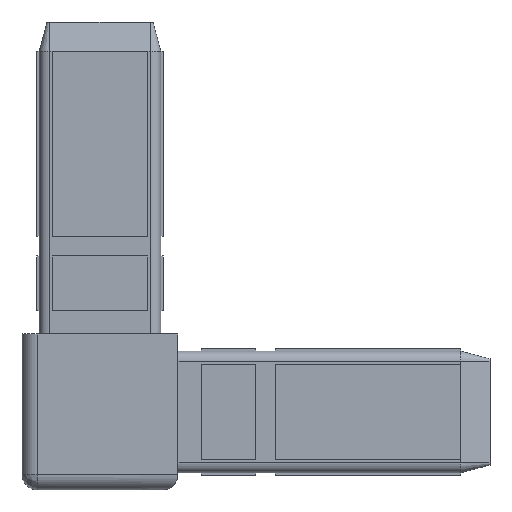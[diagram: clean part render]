
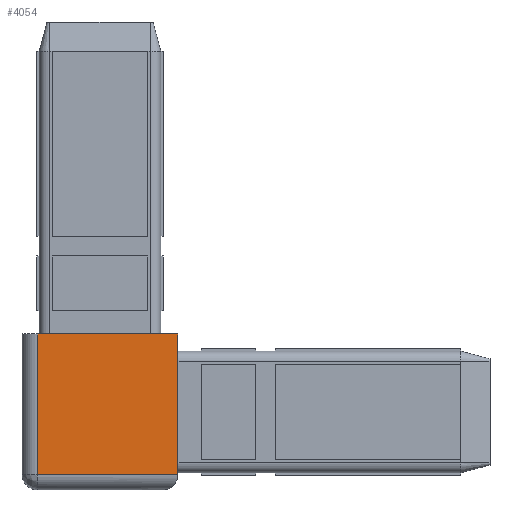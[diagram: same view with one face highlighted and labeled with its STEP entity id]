
A CAD part, front view. The second image highlights one B-rep face of the part: STEP entity #4054.
In plain terms, the highlighted planar face has unit normal (0, -1, 0).
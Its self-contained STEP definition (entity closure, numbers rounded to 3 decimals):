
#3679=CARTESIAN_POINT('',(1.956,-35.6,-8.0));
#3680=VERTEX_POINT('',#3679);
#3681=CARTESIAN_POINT('',(19.956,-35.6,-8.0));
#3682=VERTEX_POINT('',#3681);
#3683=CARTESIAN_POINT('',(1.956,-35.6,-8.0));
#3684=DIRECTION('',(1.0,0.0,0.0));
#3685=VECTOR('',#3684,18.0);
#3686=LINE('',#3683,#3685);
#3687=EDGE_CURVE('',#3680,#3682,#3686,.T.);
#3874=CARTESIAN_POINT('',(1.956,-35.6,10.0));
#3875=VERTEX_POINT('',#3874);
#3898=CARTESIAN_POINT('',(1.956,-35.6,-8.0));
#3899=DIRECTION('',(0.0,0.0,1.0));
#3900=VECTOR('',#3899,18.0);
#3901=LINE('',#3898,#3900);
#3902=EDGE_CURVE('',#3680,#3875,#3901,.T.);
#3912=CARTESIAN_POINT('',(19.956,-35.6,10.0));
#3913=VERTEX_POINT('',#3912);
#3945=CARTESIAN_POINT('',(1.956,-35.6,10.0));
#3946=DIRECTION('',(1.0,0.0,0.0));
#3947=VECTOR('',#3946,18.0);
#3948=LINE('',#3945,#3947);
#3949=EDGE_CURVE('',#3875,#3913,#3948,.T.);
#4021=CARTESIAN_POINT('',(19.956,-35.6,-8.0));
#4022=DIRECTION('',(0.0,0.0,1.0));
#4023=VECTOR('',#4022,18.0);
#4024=LINE('',#4021,#4023);
#4025=EDGE_CURVE('',#3682,#3913,#4024,.T.);
#4043=CARTESIAN_POINT('',(-0.044,-35.6,-10.0));
#4044=DIRECTION('',(0.0,-1.0,0.0));
#4045=DIRECTION('',(1.0,0.0,0.0));
#4046=AXIS2_PLACEMENT_3D('',#4043,#4044,#4045);
#4047=PLANE('',#4046);
#4048=ORIENTED_EDGE('',*,*,#3902,.F.);
#4049=ORIENTED_EDGE('',*,*,#3687,.T.);
#4050=ORIENTED_EDGE('',*,*,#4025,.T.);
#4051=ORIENTED_EDGE('',*,*,#3949,.F.);
#4052=EDGE_LOOP('',(#4048,#4049,#4050,#4051));
#4053=FACE_OUTER_BOUND('',#4052,.T.);
#4054=ADVANCED_FACE('',(#4053),#4047,.T.);
